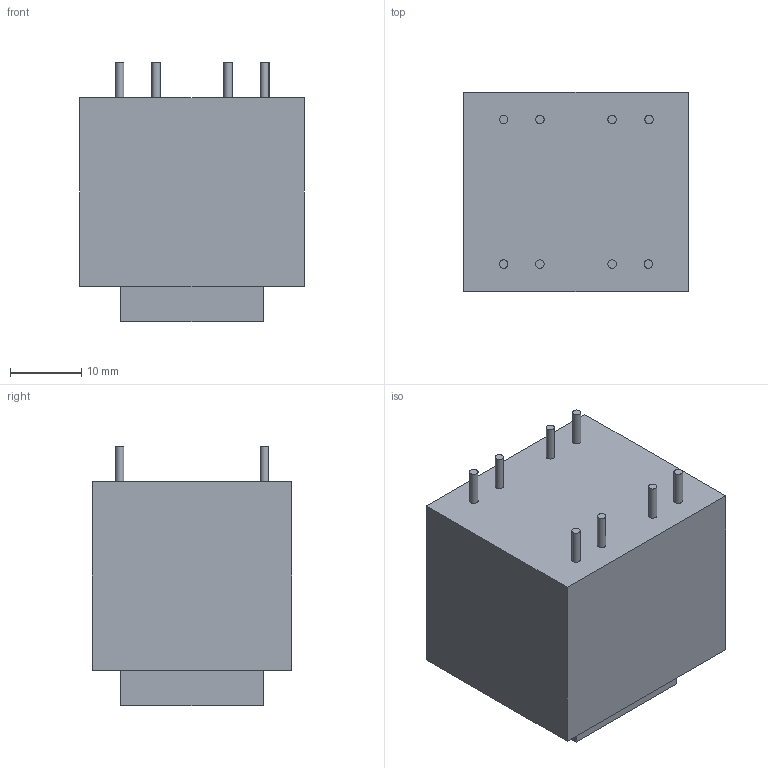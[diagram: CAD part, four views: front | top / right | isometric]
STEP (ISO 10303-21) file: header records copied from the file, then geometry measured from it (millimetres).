
FILE_DESCRIPTION(/* description */ (''),/* implementation_level */ '2;1');
FILE_NAME(/* name */ 'TransformadorPCBv2.step',/* time_stamp */ '2024-08-28T19:49:27-05:00',/* author */ (''),/* organization */ (''),/* preprocessor_version */ 'ST-DEVELOPER v20',/* originating_system */ 'Autodesk Translation Framework v13.14.0.145',/* authorisation */ '');
FILE_SCHEMA (('AUTOMOTIVE_DESIGN { 1 0 10303 214 3 1 1 }'));
Length unit declared in the file: millimetre
Products named in the file (1): TransformadorPCB
Bounding box: 31.5 x 28 x 36.5 mm (x, y, z)
Volume: 25418.2 mm3; surface area: 5486.4 mm2
Topology: 9 solids, 9 shells, 35 faces, 48 edges, 32 vertices
Faces by surface type: plane 27, cylinder 8
Full cylindrical faces by diameter (mm): 1.2 x8
Entity records: 770 total; most frequent: DIRECTION 136, CARTESIAN_POINT 116, ORIENTED_EDGE 96, AXIS2_PLACEMENT_3D 52, EDGE_CURVE 48, EDGE_LOOP 36, FACE_OUTER_BOUND 35, ADVANCED_FACE 35
